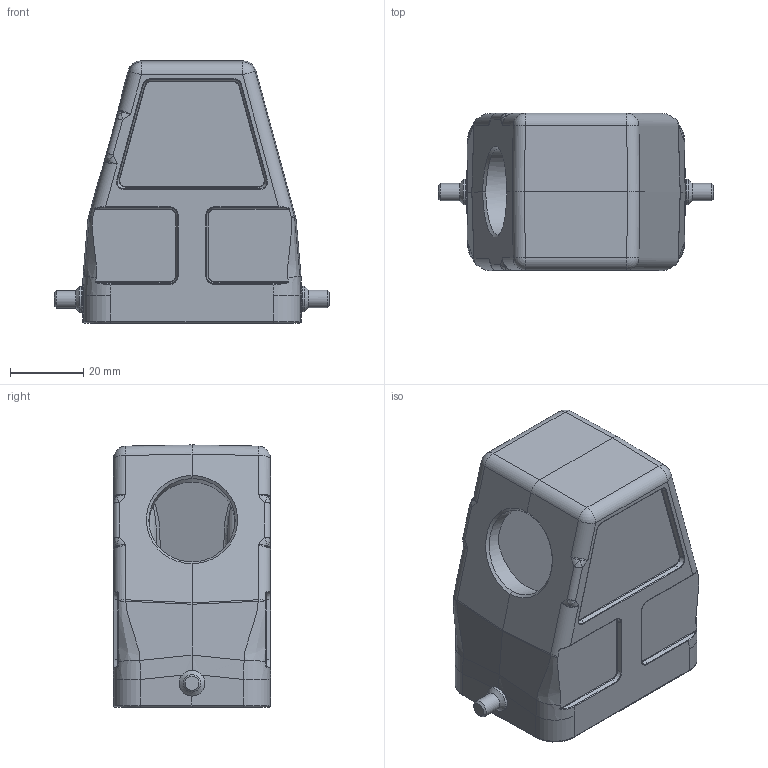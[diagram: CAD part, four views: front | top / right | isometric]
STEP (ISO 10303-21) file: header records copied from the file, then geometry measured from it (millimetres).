
FILE_DESCRIPTION(/* description */ (''),/* implementation_level */ '2;1');
FILE_NAME(/* name */ 'H6B-SEH-2B-XXX.stp',/* time_stamp */ '2022-09-04T09:16:12+08:00',/* author */ (''),/* organization */ (''),/* preprocessor_version */ 'ST-DEVELOPER v16',/* originating_system */ 'SIEMENS PLM Software NX 10.0',/* authorisation */ '');
FILE_SCHEMA (('AUTOMOTIVE_DESIGN { 1 0 10303 214 3 1 1 1 }'));
Length unit declared in the file: millimetre
Products named in the file (1): Admi14A87516cpjo
Bounding box: 75.28 x 43 x 71.75 mm (x, y, z)
Volume: 43635.5 mm3; surface area: 27754.6 mm2
Topology: 1 solids, 1 shells, 358 faces, 842 edges, 483 vertices
Faces by surface type: cylinder 148, bspline 116, plane 76, sphere 8, torus 6, cone 4
Full cylindrical faces by diameter (mm): 2.3 x2, 3 x2, 3.5 x4, 4.8 x2, 6.6 x1, 7 x2, 23.599 x1
Entity records: 12657 total; most frequent: CARTESIAN_POINT 5255, ORIENTED_EDGE 1608, DIRECTION 1427, EDGE_CURVE 804, AXIS2_PLACEMENT_3D 570, VERTEX_POINT 476, EDGE_LOOP 388, ADVANCED_FACE 358
